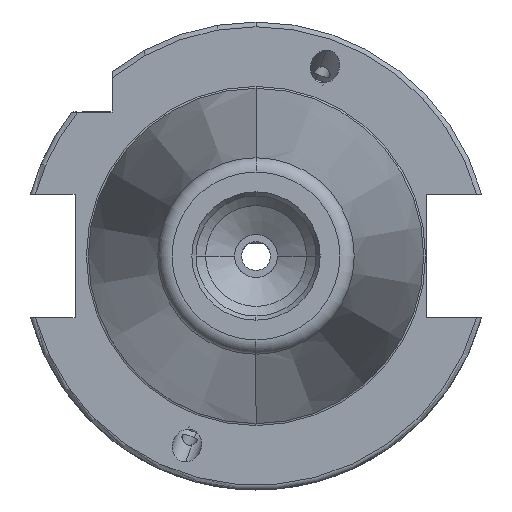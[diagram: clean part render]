
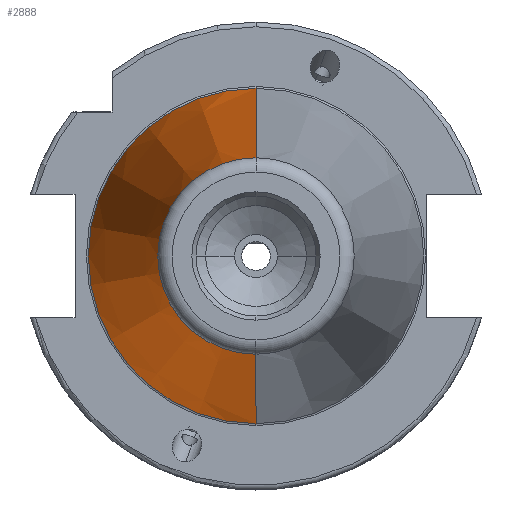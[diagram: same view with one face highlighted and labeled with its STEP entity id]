
A CAD part, left-side view. The second image highlights one B-rep face of the part: STEP entity #2888.
In plain terms, the highlighted conical face has half-angle 8.297 degrees and reference radius 34.925 mm.
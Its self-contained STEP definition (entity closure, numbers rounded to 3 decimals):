
#99 = DIRECTION ( 'NONE',  ( 0.99, 0.144, 0. ) ) ;
#709 = ORIENTED_EDGE ( 'NONE', *, *, #6016, .T. ) ;
#833 = CIRCLE ( 'NONE', #4540, 34.925 ) ;
#1185 = AXIS2_PLACEMENT_3D ( 'NONE', #1767, #7601, #8413 ) ;
#1270 = VERTEX_POINT ( 'NONE', #7881 ) ;
#1277 = VECTOR ( 'NONE', #3165, 1000. ) ;
#1394 = CONICAL_SURFACE ( 'NONE', #7946, 34.925, 0.145 ) ;
#1767 = CARTESIAN_POINT ( 'NONE',  ( -99.183, 0., 0. ) ) ;
#1825 = CARTESIAN_POINT ( 'NONE',  ( 0., 34.925, 0. ) ) ;
#2379 = CARTESIAN_POINT ( 'NONE',  ( 0., -34.925, 0. ) ) ;
#2735 = EDGE_CURVE ( 'NONE', #1270, #6113, #4237, .T. ) ;
#2888 = ADVANCED_FACE ( 'NONE', ( #10400 ), #1394, .T. ) ;
#3106 = LINE ( 'NONE', #2379, #1277 ) ;
#3165 = DIRECTION ( 'NONE',  ( 0.99, -0.144, 0. ) ) ;
#3363 = CARTESIAN_POINT ( 'NONE',  ( 0., 34.925, 0. ) ) ;
#3800 = DIRECTION ( 'NONE',  ( 0., 1., 0. ) ) ;
#4075 = EDGE_LOOP ( 'NONE', ( #5190, #7062, #709, #4663 ) ) ;
#4213 = VECTOR ( 'NONE', #99, 1000. ) ;
#4237 = LINE ( 'NONE', #3363, #4213 ) ;
#4361 = DIRECTION ( 'NONE',  ( -1., 0., 0. ) ) ;
#4540 = AXIS2_PLACEMENT_3D ( 'NONE', #7707, #4361, #5918 ) ;
#4663 = ORIENTED_EDGE ( 'NONE', *, *, #2735, .F. ) ;
#4695 = VERTEX_POINT ( 'NONE', #5639 ) ;
#5190 = ORIENTED_EDGE ( 'NONE', *, *, #6039, .F. ) ;
#5639 = CARTESIAN_POINT ( 'NONE',  ( -99.183, -20.461, 0. ) ) ;
#5918 = DIRECTION ( 'NONE',  ( 0., -1., 0. ) ) ;
#5919 = EDGE_CURVE ( 'NONE', #4695, #7097, #3106, .T. ) ;
#6016 = EDGE_CURVE ( 'NONE', #7097, #6113, #833, .T. ) ;
#6039 = EDGE_CURVE ( 'NONE', #4695, #1270, #9692, .T. ) ;
#6113 = VERTEX_POINT ( 'NONE', #1825 ) ;
#7062 = ORIENTED_EDGE ( 'NONE', *, *, #5919, .T. ) ;
#7080 = DIRECTION ( 'NONE',  ( 1., 0., 0. ) ) ;
#7097 = VERTEX_POINT ( 'NONE', #8153 ) ;
#7601 = DIRECTION ( 'NONE',  ( -1., 0., 0. ) ) ;
#7707 = CARTESIAN_POINT ( 'NONE',  ( 0., 0., 0. ) ) ;
#7881 = CARTESIAN_POINT ( 'NONE',  ( -99.183, 20.461, 0. ) ) ;
#7946 = AXIS2_PLACEMENT_3D ( 'NONE', #8678, #7080, #3800 ) ;
#8153 = CARTESIAN_POINT ( 'NONE',  ( 0., -34.925, 0. ) ) ;
#8413 = DIRECTION ( 'NONE',  ( 0., -1., 0. ) ) ;
#8678 = CARTESIAN_POINT ( 'NONE',  ( 0., 0., 0. ) ) ;
#9692 = CIRCLE ( 'NONE', #1185, 20.461 ) ;
#10400 = FACE_OUTER_BOUND ( 'NONE', #4075, .T. ) ;
